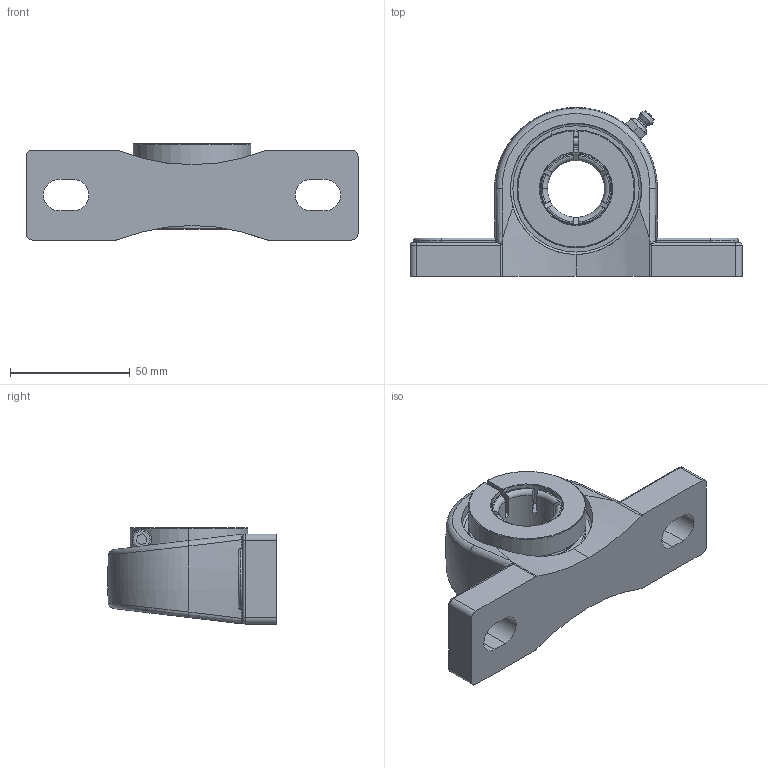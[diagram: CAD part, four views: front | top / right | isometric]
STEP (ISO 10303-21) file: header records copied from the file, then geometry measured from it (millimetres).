
FILE_DESCRIPTION(('HOOPS Exchange Step'),'2;1');
FILE_NAME('export-59137DD3-11D6-4B72-A2CD-ECFB30F94472.stp','2019-12-13T14:36:06-08:00',('ibuslach'),('Alibre'),'HOOPS Exchange 2019.2','Alibre','Unknown authorisation');
FILE_SCHEMA( ('AP242_MANAGED_MODEL_BASED_3D_ENGINEERING_MIM_LF {1 0 10303 442 1 1 4 }') );
Length unit declared in the file: centimetre
Products named in the file (8): MRN SP 205; UCP ZERK 5mm; SUE 205 LOCK RING; SUE 205 SHIELD; SUE 204 BOLT; SUE 205-15 RACES; MRN SUE 205-15; MRN SUEP 205-15
Assembly tree (8 placements, depth 3):
  MRN SUEP 205-15
    MRN SP 205
    UCP ZERK 5mm
    MRN SUE 205-15
      SUE 205 LOCK RING
      SUE 205 SHIELD  x2
      SUE 204 BOLT
      SUE 205-15 RACES
Bounding box: 138.5 x 70.47 x 40.05 mm (x, y, z)
Volume: 127437.7 mm3; surface area: 46717 mm2
Topology: 8 solids, 8 shells, 273 faces, 746 edges, 484 vertices
Faces by surface type: plane 86, cylinder 83, cone 39, torus 38, bspline 18, sphere 9
Full cylindrical faces by diameter (mm): 1.482 x2, 3.242 x2, 4 x1, 5 x2, 7 x1, 23.812 x1, 34.225 x4, 34.733 x2, 44 x4, 54.712 x2
Entity records: 17870 total; most frequent: CARTESIAN_POINT 10996, ORIENTED_EDGE 1436, DIRECTION 1409, EDGE_CURVE 718, AXIS2_PLACEMENT_3D 581, VERTEX_POINT 470, CIRCLE 293, EDGE_LOOP 292
